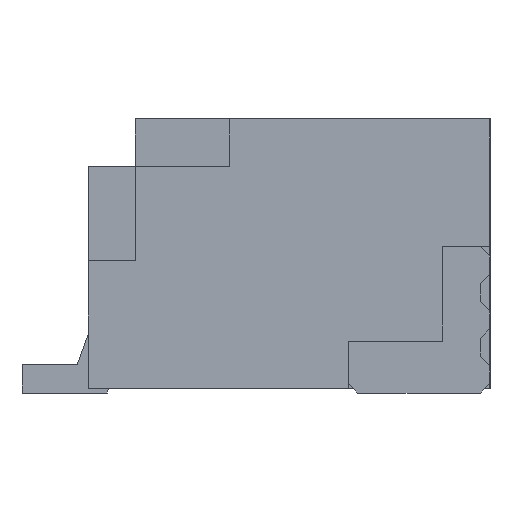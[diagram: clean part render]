
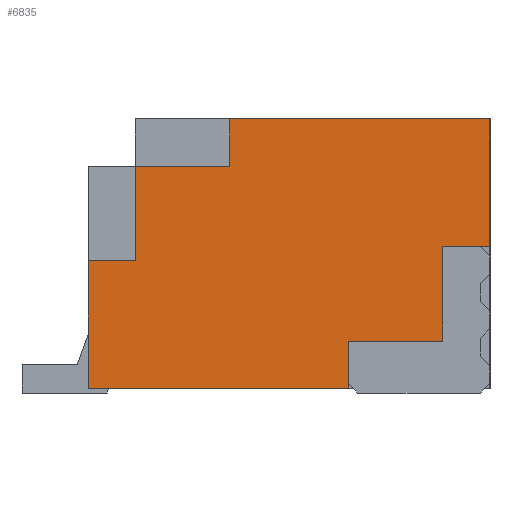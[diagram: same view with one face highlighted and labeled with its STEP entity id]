
A CAD part, left-side view. The second image highlights one B-rep face of the part: STEP entity #6835.
In plain terms, the highlighted planar face has unit normal (-1, 0, 0).
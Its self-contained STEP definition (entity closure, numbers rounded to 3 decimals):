
#255=FACE_OUTER_BOUND('',#618,.T.);
#618=EDGE_LOOP('',(#5362,#5363,#5364,#5365,#5366,#5367,#5368,#5369,#5370,
#5371,#5372,#5373));
#1231=LINE('',#9911,#2166);
#1261=LINE('',#9973,#2196);
#1311=LINE('',#10075,#2246);
#1316=LINE('',#10084,#2251);
#1318=LINE('',#10088,#2253);
#1319=LINE('',#10091,#2254);
#1322=LINE('',#10097,#2257);
#1326=LINE('',#10105,#2261);
#1329=LINE('',#10111,#2264);
#1339=LINE('',#10129,#2274);
#1378=LINE('',#10207,#2313);
#1379=LINE('',#10209,#2314);
#2166=VECTOR('',#8138,2.75);
#2196=VECTOR('',#8188,1.35);
#2246=VECTOR('',#8270,0.5);
#2251=VECTOR('',#8277,1.);
#2253=VECTOR('',#8281,1.);
#2254=VECTOR('',#8284,0.5);
#2257=VECTOR('',#8289,1.);
#2261=VECTOR('',#8297,1.);
#2264=VECTOR('',#8302,0.5);
#2274=VECTOR('',#8320,0.5);
#2313=VECTOR('',#8363,1.35);
#2314=VECTOR('',#8366,2.75);
#2946=VERTEX_POINT('',#9908);
#2947=VERTEX_POINT('',#9910);
#2964=VERTEX_POINT('',#9961);
#3004=VERTEX_POINT('',#10072);
#3005=VERTEX_POINT('',#10074);
#3008=VERTEX_POINT('',#10082);
#3009=VERTEX_POINT('',#10086);
#3010=VERTEX_POINT('',#10090);
#3012=VERTEX_POINT('',#10096);
#3014=VERTEX_POINT('',#10104);
#3016=VERTEX_POINT('',#10110);
#3057=VERTEX_POINT('',#10205);
#3725=EDGE_CURVE('',#2947,#2946,#1231,.T.);
#3755=EDGE_CURVE('',#2964,#2947,#1261,.T.);
#3805=EDGE_CURVE('',#3005,#3004,#1311,.T.);
#3810=EDGE_CURVE('',#3004,#3008,#1316,.T.);
#3812=EDGE_CURVE('',#3008,#3009,#1318,.T.);
#3813=EDGE_CURVE('',#2946,#3010,#1319,.T.);
#3816=EDGE_CURVE('',#3010,#3012,#1322,.T.);
#3820=EDGE_CURVE('',#3012,#3014,#1326,.T.);
#3823=EDGE_CURVE('',#3014,#3016,#1329,.T.);
#3833=EDGE_CURVE('',#3009,#2964,#1339,.T.);
#3872=EDGE_CURVE('',#3016,#3057,#1378,.T.);
#3873=EDGE_CURVE('',#3057,#3005,#1379,.T.);
#5362=ORIENTED_EDGE('',*,*,#3813,.T.);
#5363=ORIENTED_EDGE('',*,*,#3816,.T.);
#5364=ORIENTED_EDGE('',*,*,#3820,.T.);
#5365=ORIENTED_EDGE('',*,*,#3823,.T.);
#5366=ORIENTED_EDGE('',*,*,#3872,.T.);
#5367=ORIENTED_EDGE('',*,*,#3873,.T.);
#5368=ORIENTED_EDGE('',*,*,#3805,.T.);
#5369=ORIENTED_EDGE('',*,*,#3810,.T.);
#5370=ORIENTED_EDGE('',*,*,#3812,.T.);
#5371=ORIENTED_EDGE('',*,*,#3833,.T.);
#5372=ORIENTED_EDGE('',*,*,#3755,.T.);
#5373=ORIENTED_EDGE('',*,*,#3725,.T.);
#6272=PLANE('',#7183);
#6835=ADVANCED_FACE('',(#255),#6272,.T.);
#7183=AXIS2_PLACEMENT_3D('',#10208,#8364,#8365);
#8138=DIRECTION('',(0.,1.,0.));
#8188=DIRECTION('',(0.,0.,1.));
#8270=DIRECTION('',(0.,0.,1.));
#8277=DIRECTION('',(0.,-1.,0.));
#8281=DIRECTION('',(0.,0.,1.));
#8284=DIRECTION('',(0.,0.,-1.));
#8289=DIRECTION('',(0.,1.,0.));
#8297=DIRECTION('',(0.,0.,-1.));
#8302=DIRECTION('',(0.,1.,0.));
#8320=DIRECTION('',(0.,-1.,0.));
#8363=DIRECTION('',(0.,0.,-1.));
#8364=DIRECTION('center_axis',(-1.,0.,0.));
#8365=DIRECTION('ref_axis',(0.,0.,1.));
#8366=DIRECTION('',(0.,-1.,0.));
#9908=CARTESIAN_POINT('',(-5.,-1.5,2.9));
#9910=CARTESIAN_POINT('',(-5.,-4.25,2.9));
#9911=CARTESIAN_POINT('',(-5.,-4.25,2.9));
#9961=CARTESIAN_POINT('',(-5.,-4.25,1.55));
#9973=CARTESIAN_POINT('',(-5.,-4.25,0.05));
#10072=CARTESIAN_POINT('',(-5.,-2.75,0.55));
#10074=CARTESIAN_POINT('',(-5.,-2.75,0.05));
#10075=CARTESIAN_POINT('',(-5.,-2.75,1.006));
#10082=CARTESIAN_POINT('',(-5.,-3.75,0.55));
#10084=CARTESIAN_POINT('',(-5.,-2.861,0.55));
#10086=CARTESIAN_POINT('',(-5.,-3.75,1.55));
#10088=CARTESIAN_POINT('',(-5.,-3.75,1.506));
#10090=CARTESIAN_POINT('',(-5.,-1.5,2.4));
#10091=CARTESIAN_POINT('',(-5.,-1.5,1.931));
#10096=CARTESIAN_POINT('',(-5.,-0.5,2.4));
#10097=CARTESIAN_POINT('',(-5.,-1.236,2.4));
#10104=CARTESIAN_POINT('',(-5.,-0.5,1.4));
#10105=CARTESIAN_POINT('',(-5.,-0.5,1.431));
#10110=CARTESIAN_POINT('',(-5.,0.,1.4));
#10111=CARTESIAN_POINT('',(-5.,-0.986,1.4));
#10129=CARTESIAN_POINT('',(-5.,-3.111,1.55));
#10205=CARTESIAN_POINT('',(-5.,0.,0.05));
#10207=CARTESIAN_POINT('',(-5.,0.,2.4));
#10208=CARTESIAN_POINT('Origin',(-5.,-1.972,1.463));
#10209=CARTESIAN_POINT('',(-5.,0.,0.05));
